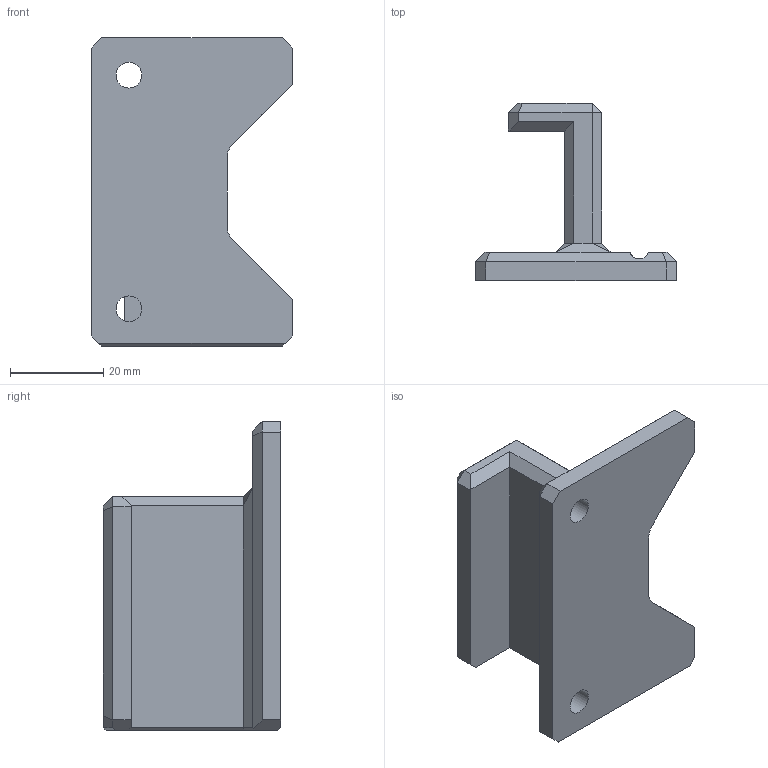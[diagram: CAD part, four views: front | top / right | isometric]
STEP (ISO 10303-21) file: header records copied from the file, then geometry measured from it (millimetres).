
FILE_DESCRIPTION(/* description */ (''),/* implementation_level */ '2;1');
FILE_NAME(/* name */ 'FMJ Z Chain Backer v7.step',/* time_stamp */ '2024-02-10T14:39:42-05:00',/* author */ (''),/* organization */ (''),/* preprocessor_version */ 'ST-DEVELOPER v20',/* originating_system */ 'Autodesk Translation Framework v12.20.1.177',/* authorisation */ '');
FILE_SCHEMA (('AUTOMOTIVE_DESIGN { 1 0 10303 214 3 1 1 }'));
Length unit declared in the file: millimetre
Products named in the file (2): FMJ Z Chain Backer; Component1
Assembly tree (1 placements, depth 2):
  FMJ Z Chain Backer
    Component1
Bounding box: 43 x 38 x 66 mm (x, y, z)
Volume: 29556.2 mm3; surface area: 11026.7 mm2
Topology: 1 solids, 1 shells, 77 faces, 198 edges, 123 vertices
Faces by surface type: plane 65, cylinder 10, cone 2
Full cylindrical faces by diameter (mm): 5.5 x2
Entity records: 2358 total; most frequent: CARTESIAN_POINT 405, ORIENTED_EDGE 396, DIRECTION 384, EDGE_CURVE 198, LINE 168, VECTOR 168, VERTEX_POINT 123, AXIS2_PLACEMENT_3D 108
